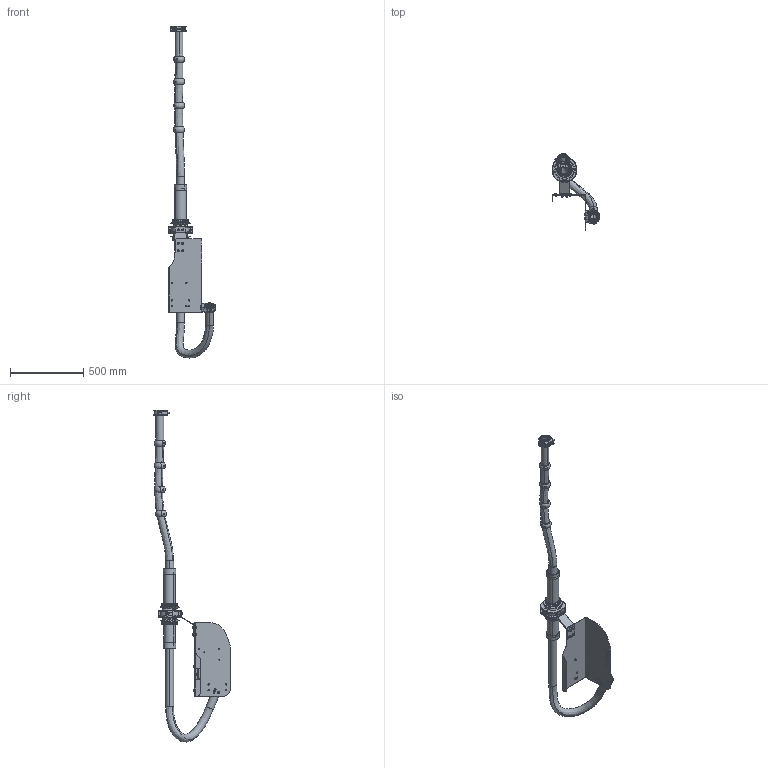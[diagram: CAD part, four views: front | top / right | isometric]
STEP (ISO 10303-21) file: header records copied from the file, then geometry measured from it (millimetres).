
FILE_DESCRIPTION (( 'STEP AP214' ), '1' );
FILE_NAME ('P2223.STEP', '2024-05-17T08:50:15', ( '' ), ( '' ), 'SwSTEP 2.0', 'SolidWorks 2024', '' );
FILE_SCHEMA (( 'AUTOMOTIVE_DESIGN' ));
Length unit declared in the file: millimetre
Products named in the file (1): P2223
Bounding box: 321.14 x 521 x 2265.04 mm (x, y, z)
Volume: 3765438.2 mm3; surface area: 2169085.4 mm2
Topology: 57 solids, 57 shells, 5311 faces, 13930 edges, 8971 vertices
Faces by surface type: plane 1995, bspline 1295, cylinder 1018, torus 620, cone 323, sphere 60
Entity records: 232369 total; most frequent: CARTESIAN_POINT 109229, ORIENTED_EDGE 27680, DIRECTION 22202, EDGE_CURVE 13840, VERTEX_POINT 8945, AXIS2_PLACEMENT_3D 7930, VECTOR 6342, LINE 6342
